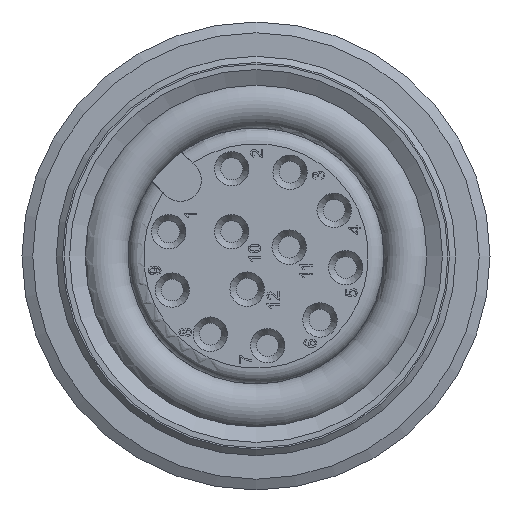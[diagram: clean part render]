
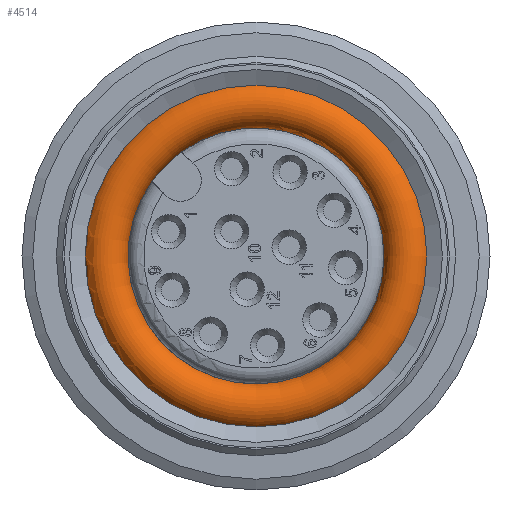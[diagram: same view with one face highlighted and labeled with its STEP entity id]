
A CAD part, left-side view. The second image highlights one B-rep face of the part: STEP entity #4514.
In plain terms, the highlighted toroidal (fillet/blend) face has major radius 4.845 mm and minor radius 0.75 mm.
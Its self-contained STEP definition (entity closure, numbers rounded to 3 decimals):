
#96=TOROIDAL_SURFACE('',#14229,4.845,0.75);
#767=B_SPLINE_CURVE_WITH_KNOTS('',3,(#21204,#21205,#21206,#21207,#21208,
#21209),.UNSPECIFIED.,.F.,.F.,(4,2,4),(0.,0.41,1.),
 .UNSPECIFIED.);
#768=B_SPLINE_CURVE_WITH_KNOTS('',3,(#21213,#21214,#21215,#21216,#21217,
#21218),.UNSPECIFIED.,.F.,.F.,(4,2,4),(0.,0.444,1.),
 .UNSPECIFIED.);
#4514=ADVANCED_FACE('',(#5277,#5278,#5279),#96,.T.);
#5277=FACE_BOUND('',#5821,.T.);
#5278=FACE_BOUND('',#5822,.T.);
#5279=FACE_BOUND('',#5823,.T.);
#5821=EDGE_LOOP('',(#7945,#7946,#7947,#7948));
#5822=EDGE_LOOP('',(#7949));
#5823=EDGE_LOOP('',(#7950));
#7945=ORIENTED_EDGE('',*,*,#12303,.F.);
#7946=ORIENTED_EDGE('',*,*,#12314,.T.);
#7947=ORIENTED_EDGE('',*,*,#12315,.F.);
#7948=ORIENTED_EDGE('',*,*,#12316,.T.);
#7949=ORIENTED_EDGE('',*,*,#12313,.F.);
#7950=ORIENTED_EDGE('',*,*,#12317,.T.);
#10789=VERTEX_POINT('',#21174);
#10790=VERTEX_POINT('',#21176);
#10797=VERTEX_POINT('',#21202);
#10798=VERTEX_POINT('',#21210);
#10799=VERTEX_POINT('',#21212);
#10800=VERTEX_POINT('',#21220);
#12303=EDGE_CURVE('',#10789,#10790,#13586,.T.);
#12313=EDGE_CURVE('',#10797,#10797,#13591,.T.);
#12314=EDGE_CURVE('',#10789,#10798,#767,.T.);
#12315=EDGE_CURVE('',#10799,#10798,#13592,.T.);
#12316=EDGE_CURVE('',#10799,#10790,#768,.T.);
#12317=EDGE_CURVE('',#10800,#10800,#13593,.T.);
#13586=CIRCLE('',#14217,4.1);
#13591=CIRCLE('',#14225,4.723);
#13592=CIRCLE('',#14227,4.1);
#13593=CIRCLE('',#14228,5.475);
#14217=AXIS2_PLACEMENT_3D('',#21175,#16015,#16016);
#14225=AXIS2_PLACEMENT_3D('',#21201,#16034,#16035);
#14227=AXIS2_PLACEMENT_3D('',#21211,#16038,#16039);
#14228=AXIS2_PLACEMENT_3D('',#21219,#16040,#16041);
#14229=AXIS2_PLACEMENT_3D('',#21221,#16042,#16043);
#16015=DIRECTION('',(1.,0.,0.));
#16016=DIRECTION('',(0.,0.,1.));
#16034=DIRECTION('',(-1.,0.,0.));
#16035=DIRECTION('',(0.,0.,-1.));
#16038=DIRECTION('',(-1.,0.,0.));
#16039=DIRECTION('',(0.,0.,-1.));
#16040=DIRECTION('',(-1.,0.,0.));
#16041=DIRECTION('',(0.,0.,-1.));
#16042=DIRECTION('',(1.,0.,0.));
#16043=DIRECTION('',(0.,0.,1.));
#21174=CARTESIAN_POINT('',(38.597,2.382,3.337));
#21175=CARTESIAN_POINT('',(38.597,0.,0.));
#21176=CARTESIAN_POINT('',(38.597,3.337,2.382));
#21201=CARTESIAN_POINT('',(39.251,0.,0.));
#21202=CARTESIAN_POINT('',(39.251,0.,-4.723));
#21204=CARTESIAN_POINT('',(38.597,2.382,3.337));
#21205=CARTESIAN_POINT('',(38.574,2.38,3.335));
#21206=CARTESIAN_POINT('',(38.55,2.379,3.334));
#21207=CARTESIAN_POINT('',(38.492,2.378,3.333));
#21208=CARTESIAN_POINT('',(38.458,2.379,3.334));
#21209=CARTESIAN_POINT('',(38.425,2.382,3.337));
#21210=CARTESIAN_POINT('',(38.425,2.382,3.337));
#21211=CARTESIAN_POINT('',(38.425,0.,0.));
#21212=CARTESIAN_POINT('',(38.425,3.337,2.382));
#21213=CARTESIAN_POINT('',(38.425,3.337,2.382));
#21214=CARTESIAN_POINT('',(38.45,3.335,2.38));
#21215=CARTESIAN_POINT('',(38.476,3.334,2.379));
#21216=CARTESIAN_POINT('',(38.533,3.333,2.378));
#21217=CARTESIAN_POINT('',(38.566,3.334,2.38));
#21218=CARTESIAN_POINT('',(38.597,3.337,2.382));
#21219=CARTESIAN_POINT('',(38.104,0.,0.));
#21220=CARTESIAN_POINT('',(38.104,0.,-5.475));
#21221=CARTESIAN_POINT('',(38.511,0.,0.));
